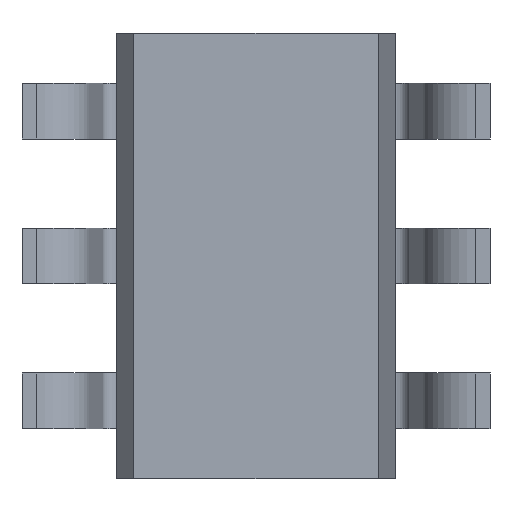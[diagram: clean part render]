
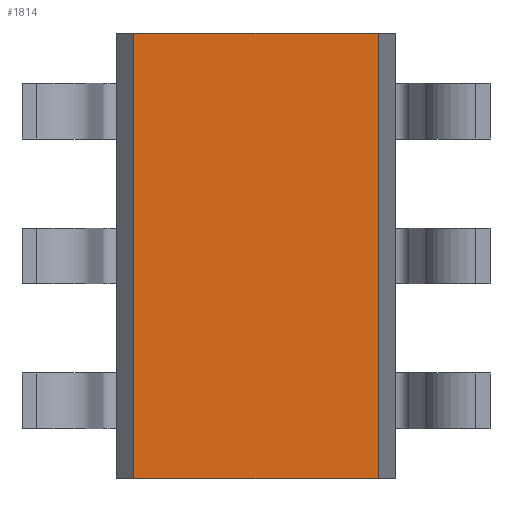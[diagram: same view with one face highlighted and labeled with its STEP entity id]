
A CAD part, front view. The second image highlights one B-rep face of the part: STEP entity #1814.
In plain terms, the highlighted planar face has unit normal (0, -1, 0).
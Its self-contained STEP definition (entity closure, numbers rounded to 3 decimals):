
#38 = VERTEX_POINT ( 'NONE', #1334 ) ;
#134 = ORIENTED_EDGE ( 'NONE', *, *, #2574, .F. ) ;
#164 = VECTOR ( 'NONE', #1831, 1000. ) ;
#230 = LINE ( 'NONE', #2689, #2517 ) ;
#257 = AXIS2_PLACEMENT_3D ( 'NONE', #842, #1035, #1240 ) ;
#398 = LINE ( 'NONE', #1034, #678 ) ;
#514 = EDGE_CURVE ( 'NONE', #593, #2358, #230, .T. ) ;
#593 = VERTEX_POINT ( 'NONE', #1792 ) ;
#613 = CARTESIAN_POINT ( 'NONE',  ( -0.548, 0.1, 1. ) ) ;
#631 = EDGE_CURVE ( 'NONE', #2572, #593, #775, .T. ) ;
#678 = VECTOR ( 'NONE', #2148, 1000. ) ;
#719 = VECTOR ( 'NONE', #2828, 1000. ) ;
#775 = LINE ( 'NONE', #2077, #164 ) ;
#842 = CARTESIAN_POINT ( 'NONE',  ( 0., 0.1, 0. ) ) ;
#1011 = CARTESIAN_POINT ( 'NONE',  ( 0.548, 0.1, -1. ) ) ;
#1034 = CARTESIAN_POINT ( 'NONE',  ( 0.548, 0.1, -1. ) ) ;
#1035 = DIRECTION ( 'NONE',  ( 0., -1., 0. ) ) ;
#1158 = ORIENTED_EDGE ( 'NONE', *, *, #631, .T. ) ;
#1240 = DIRECTION ( 'NONE',  ( 0., 0., -1. ) ) ;
#1334 = CARTESIAN_POINT ( 'NONE',  ( 0.548, 0.1, 1. ) ) ;
#1490 = CARTESIAN_POINT ( 'NONE',  ( -0.548, 0.1, 1. ) ) ;
#1692 = EDGE_LOOP ( 'NONE', ( #1158, #2391, #2832, #134 ) ) ;
#1726 = LINE ( 'NONE', #1490, #719 ) ;
#1792 = CARTESIAN_POINT ( 'NONE',  ( -0.548, 0.1, -1. ) ) ;
#1814 = ADVANCED_FACE ( 'NONE', ( #2344 ), #1891, .T. ) ;
#1831 = DIRECTION ( 'NONE',  ( 0., 0., -1. ) ) ;
#1891 = PLANE ( 'NONE',  #257 ) ;
#2077 = CARTESIAN_POINT ( 'NONE',  ( -0.548, 0.1, 1. ) ) ;
#2148 = DIRECTION ( 'NONE',  ( 0., 0., 1. ) ) ;
#2228 = DIRECTION ( 'NONE',  ( 1., 0., 0. ) ) ;
#2344 = FACE_OUTER_BOUND ( 'NONE', #1692, .T. ) ;
#2358 = VERTEX_POINT ( 'NONE', #1011 ) ;
#2391 = ORIENTED_EDGE ( 'NONE', *, *, #514, .T. ) ;
#2456 = EDGE_CURVE ( 'NONE', #2358, #38, #398, .T. ) ;
#2517 = VECTOR ( 'NONE', #2228, 1000. ) ;
#2572 = VERTEX_POINT ( 'NONE', #613 ) ;
#2574 = EDGE_CURVE ( 'NONE', #2572, #38, #1726, .T. ) ;
#2689 = CARTESIAN_POINT ( 'NONE',  ( -0.548, 0.1, -1. ) ) ;
#2828 = DIRECTION ( 'NONE',  ( 1., 0., 0. ) ) ;
#2832 = ORIENTED_EDGE ( 'NONE', *, *, #2456, .T. ) ;
